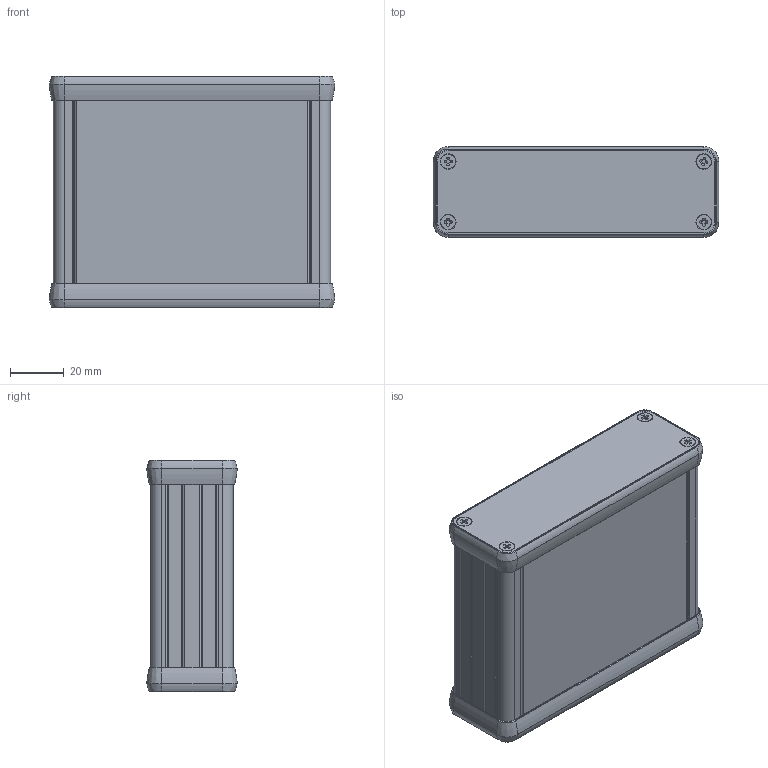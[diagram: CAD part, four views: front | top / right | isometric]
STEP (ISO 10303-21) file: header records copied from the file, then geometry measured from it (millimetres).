
FILE_DESCRIPTION(/* description */ (''),/* implementation_level */ '2;1');
FILE_NAME(/* name */ 'STEP''s\1455L801.stp',/* time_stamp */ '2020-02-12T07:35:36-05:00',/* author */ ('tfoster'),/* organization */ (''),/* preprocessor_version */ 'ST-DEVELOPER v18',/* originating_system */ 'Autodesk Inventor 2020',/* authorisation */ '');
FILE_SCHEMA (('AUTOMOTIVE_DESIGN { 1 0 10303 214 3 1 1 }'));
Length unit declared in the file: millimetre
Products named in the file (6): 1455L801; L Extrusion 80mm; L Cap Extrusion 80mm; N Bezel; N1 End Panel; 1455 screw
Assembly tree (14 placements, depth 2):
  1455L801
    L Extrusion 80mm
    L Cap Extrusion 80mm
    N Bezel  x2
    N1 End Panel  x2
    1455 screw  x8
Bounding box: 106.13 x 33.63 x 86 mm (x, y, z)
Volume: 57386.1 mm3; surface area: 76490.5 mm2
Topology: 14 solids, 14 shells, 596 faces, 1612 edges, 1056 vertices
Faces by surface type: cylinder 264, plane 236, cone 56, torus 24, bspline 16
Full cylindrical faces by diameter (mm): 3.5 x16, 4.191 x8
Entity records: 12344 total; most frequent: DIRECTION 2233, CARTESIAN_POINT 2173, ORIENTED_EDGE 2056, EDGE_CURVE 1028, AXIS2_PLACEMENT_3D 837, VERTEX_POINT 677, LINE 559, VECTOR 559
